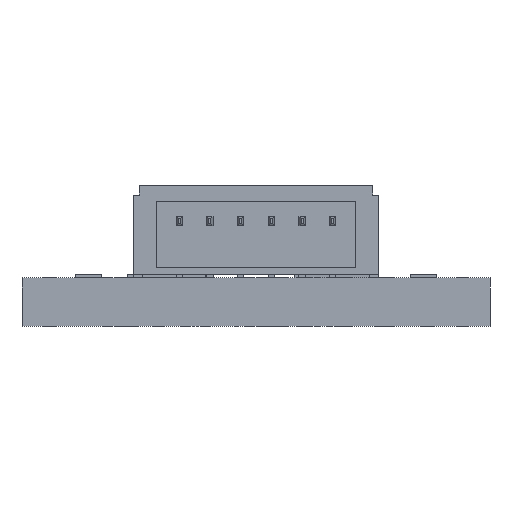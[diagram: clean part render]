
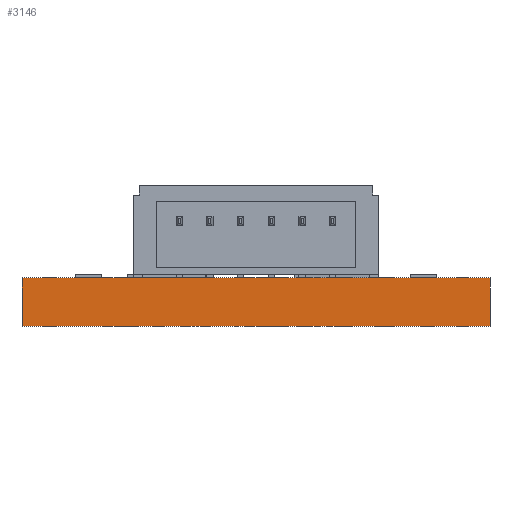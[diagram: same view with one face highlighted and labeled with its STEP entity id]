
A CAD part, front view. The second image highlights one B-rep face of the part: STEP entity #3146.
In plain terms, the highlighted planar face has unit normal (0, -1, 0).
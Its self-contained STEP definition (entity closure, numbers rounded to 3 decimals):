
#130=PLANE('',#3433);
#297=FACE_OUTER_BOUND('',#464,.T.);
#464=EDGE_LOOP('',(#2254,#2255,#2256,#2257));
#712=LINE('',#4637,#1058);
#713=LINE('',#4640,#1059);
#714=LINE('',#4642,#1060);
#715=LINE('',#4643,#1061);
#1058=VECTOR('',#3828,10.);
#1059=VECTOR('',#3831,10.);
#1060=VECTOR('',#3832,10.);
#1061=VECTOR('',#3833,10.);
#1504=VERTEX_POINT('',#4633);
#1505=VERTEX_POINT('',#4635);
#1506=VERTEX_POINT('',#4639);
#1507=VERTEX_POINT('',#4641);
#1804=EDGE_CURVE('',#1504,#1505,#712,.T.);
#1805=EDGE_CURVE('',#1506,#1504,#713,.T.);
#1806=EDGE_CURVE('',#1507,#1505,#714,.T.);
#1807=EDGE_CURVE('',#1506,#1507,#715,.T.);
#2254=ORIENTED_EDGE('',*,*,#1805,.T.);
#2255=ORIENTED_EDGE('',*,*,#1804,.T.);
#2256=ORIENTED_EDGE('',*,*,#1806,.F.);
#2257=ORIENTED_EDGE('',*,*,#1807,.F.);
#3146=ADVANCED_FACE('',(#297),#130,.T.);
#3433=AXIS2_PLACEMENT_3D('',#4638,#3829,#3830);
#3828=DIRECTION('',(0.,0.,1.));
#3829=DIRECTION('center_axis',(0.,-1.,0.));
#3830=DIRECTION('ref_axis',(1.,0.,0.));
#3831=DIRECTION('',(1.,0.,0.));
#3832=DIRECTION('',(1.,0.,0.));
#3833=DIRECTION('',(0.,0.,1.));
#4633=CARTESIAN_POINT('',(15.24,0.,0.));
#4635=CARTESIAN_POINT('',(15.24,0.,1.57));
#4637=CARTESIAN_POINT('',(15.24,0.,0.));
#4638=CARTESIAN_POINT('Origin',(0.,0.,0.));
#4639=CARTESIAN_POINT('',(0.,0.,0.));
#4640=CARTESIAN_POINT('',(0.,0.,0.));
#4641=CARTESIAN_POINT('',(0.,0.,1.57));
#4642=CARTESIAN_POINT('',(0.,0.,1.57));
#4643=CARTESIAN_POINT('',(0.,0.,0.));
